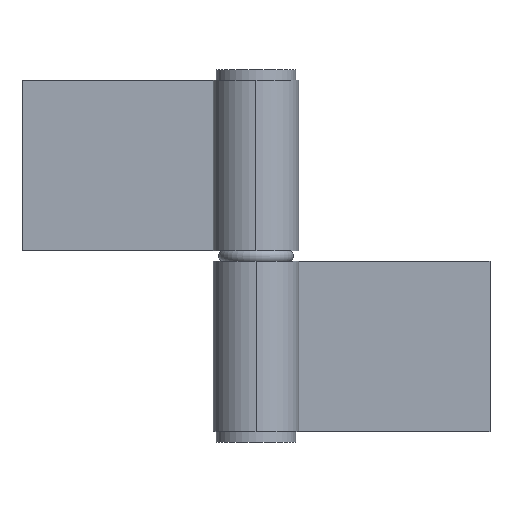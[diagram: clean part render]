
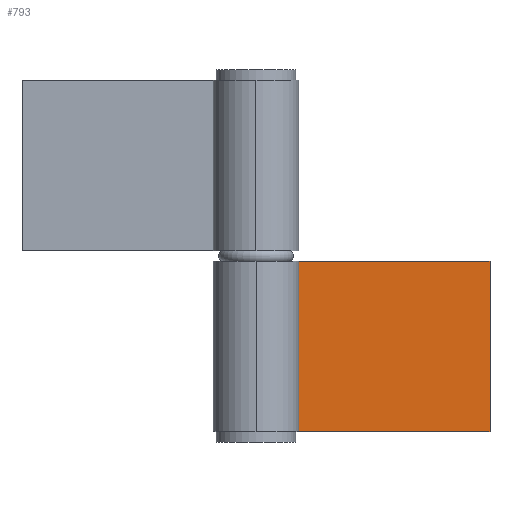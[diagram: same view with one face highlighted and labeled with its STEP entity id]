
A CAD part, top view. The second image highlights one B-rep face of the part: STEP entity #793.
In plain terms, the highlighted face is planar.
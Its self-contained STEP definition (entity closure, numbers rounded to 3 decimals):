
#462 = LINE ( 'NONE', #463, #912 ) ;
#463 = CARTESIAN_POINT ( 'NONE',  ( 44., 0., 5. ) ) ;
#464 = DIRECTION ( 'NONE',  ( -1., 0., 0. ) ) ;
#522 = LINE ( 'NONE', #523, #919 ) ;
#523 = CARTESIAN_POINT ( 'NONE',  ( 6.245, 32., 5. ) ) ;
#524 = DIRECTION ( 'NONE',  ( 0., -1., 0. ) ) ;
#528 = LINE ( 'NONE', #529, #672 ) ;
#529 = CARTESIAN_POINT ( 'NONE',  ( 44., 32., 5. ) ) ;
#530 = DIRECTION ( 'NONE',  ( 0., -1., 0. ) ) ;
#557 = PLANE ( 'NONE',  #688 ) ;
#558 = CARTESIAN_POINT ( 'NONE',  ( 44., 32., 5. ) ) ;
#559 = DIRECTION ( 'NONE',  ( 0., 0., 1. ) ) ;
#560 = DIRECTION ( 'NONE',  ( 1., 0., 0. ) ) ;
#574 = LINE ( 'NONE', #575, #689 ) ;
#575 = CARTESIAN_POINT ( 'NONE',  ( 44., 32., 5. ) ) ;
#576 = DIRECTION ( 'NONE',  ( -1., 0., 0. ) ) ;
#580 = CARTESIAN_POINT ( 'NONE',  ( 6.245, 32., 5. ) ) ;
#582 = CARTESIAN_POINT ( 'NONE',  ( 6.245, 0., 5. ) ) ;
#590 = CARTESIAN_POINT ( 'NONE',  ( 44., 32., 5. ) ) ;
#593 = CARTESIAN_POINT ( 'NONE',  ( 44., 0., 5. ) ) ;
#672 = VECTOR ( 'NONE', #530, 1000. ) ;
#684 = FACE_OUTER_BOUND ( 'NONE', #1067, .T. ) ;
#688 = AXIS2_PLACEMENT_3D ( 'NONE', #558, #559, #560 ) ;
#689 = VECTOR ( 'NONE', #576, 1000. ) ;
#763 = EDGE_CURVE ( 'NONE', #1038, #1026, #462, .T. ) ;
#782 = EDGE_CURVE ( 'NONE', #1024, #1026, #522, .T. ) ;
#784 = EDGE_CURVE ( 'NONE', #1035, #1038, #528, .T. ) ;
#793 = ADVANCED_FACE ( 'NONE', ( #684 ), #557, .F. ) ;
#900 = EDGE_CURVE ( 'NONE', #1035, #1024, #574, .T. ) ;
#912 = VECTOR ( 'NONE', #464, 1000. ) ;
#919 = VECTOR ( 'NONE', #524, 1000. ) ;
#1014 = ORIENTED_EDGE ( 'NONE', *, *, #784, .T. ) ;
#1016 = ORIENTED_EDGE ( 'NONE', *, *, #763, .T. ) ;
#1017 = ORIENTED_EDGE ( 'NONE', *, *, #782, .F. ) ;
#1018 = ORIENTED_EDGE ( 'NONE', *, *, #900, .F. ) ;
#1024 = VERTEX_POINT ( 'NONE', #580 ) ;
#1026 = VERTEX_POINT ( 'NONE', #582 ) ;
#1035 = VERTEX_POINT ( 'NONE', #590 ) ;
#1038 = VERTEX_POINT ( 'NONE', #593 ) ;
#1067 = EDGE_LOOP ( 'NONE', ( #1016, #1017, #1018, #1014 ) ) ;
